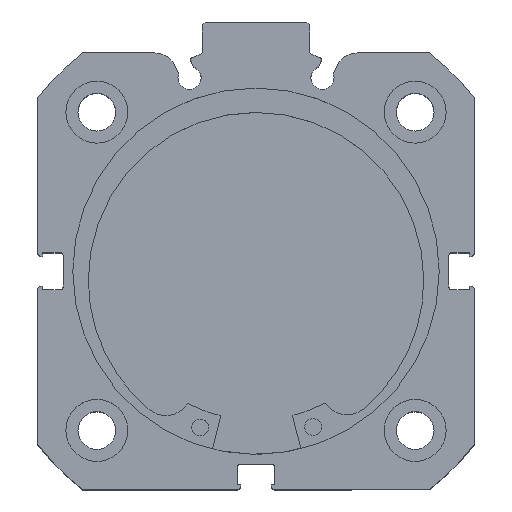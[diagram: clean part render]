
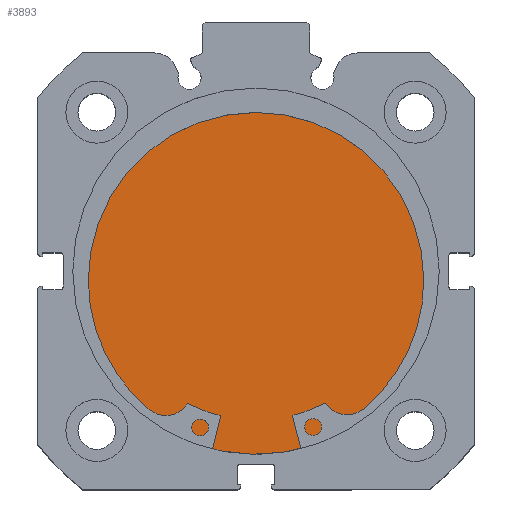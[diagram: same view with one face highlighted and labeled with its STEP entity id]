
A CAD part, top view. The second image highlights one B-rep face of the part: STEP entity #3893.
In plain terms, the highlighted face is planar.
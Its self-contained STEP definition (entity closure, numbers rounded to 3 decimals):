
#633 = CIRCLE ( 'NONE', #3597, 32.5 ) ;
#640 = CIRCLE ( 'NONE', #3636, 32.5 ) ;
#1263 = CARTESIAN_POINT ( 'NONE',  ( 9.5, 0., 0. ) ) ;
#1295 = DIRECTION ( 'NONE',  ( -1., 0., 0. ) ) ;
#1296 = DIRECTION ( 'NONE',  ( 0., 0., 1. ) ) ;
#1587 = CARTESIAN_POINT ( 'NONE',  ( 9.5, 0., 0. ) ) ;
#1589 = DIRECTION ( 'NONE',  ( 0., 0., 1. ) ) ;
#1591 = DIRECTION ( 'NONE',  ( -1., 0., 0. ) ) ;
#2154 = EDGE_LOOP ( 'NONE', ( #2394, #2393 ) ) ;
#2393 = ORIENTED_EDGE ( 'NONE', *, *, #3331, .F. ) ;
#2394 = ORIENTED_EDGE ( 'NONE', *, *, #3324, .F. ) ;
#3324 = EDGE_CURVE ( 'NONE', #4433, #4711, #633, .T. ) ;
#3331 = EDGE_CURVE ( 'NONE', #4711, #4433, #640, .T. ) ;
#3597 = AXIS2_PLACEMENT_3D ( 'NONE', #1587, #1591, #1589 ) ;
#3636 = AXIS2_PLACEMENT_3D ( 'NONE', #1263, #1295, #1296 ) ;
#3893 = ADVANCED_FACE ( 'NONE', ( #5680 ), #6099, .F. ) ;
#4433 = VERTEX_POINT ( 'NONE', #6507 ) ;
#4711 = VERTEX_POINT ( 'NONE', #6763 ) ;
#5680 = FACE_OUTER_BOUND ( 'NONE', #2154, .T. ) ;
#6098 = CARTESIAN_POINT ( 'NONE',  ( 9.5, 32.5, 0. ) ) ;
#6099 = PLANE ( 'NONE',  #6649 ) ;
#6101 = DIRECTION ( 'NONE',  ( -1., 0., 0. ) ) ;
#6102 = DIRECTION ( 'NONE',  ( 0., 0., 1. ) ) ;
#6507 = CARTESIAN_POINT ( 'NONE',  ( 9.5, 0., 32.5 ) ) ;
#6649 = AXIS2_PLACEMENT_3D ( 'NONE', #6098, #6101, #6102 ) ;
#6763 = CARTESIAN_POINT ( 'NONE',  ( 9.5, 0., -32.5 ) ) ;
